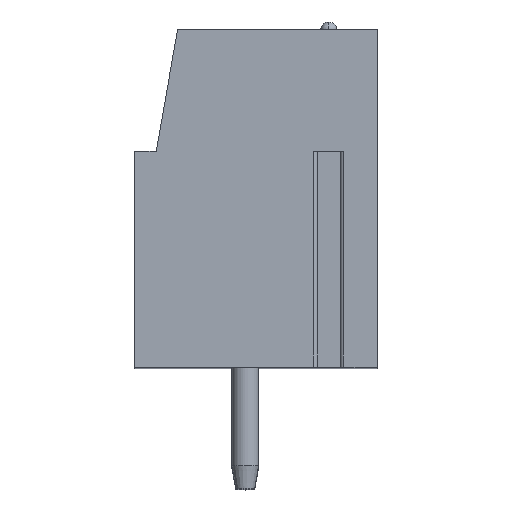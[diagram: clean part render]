
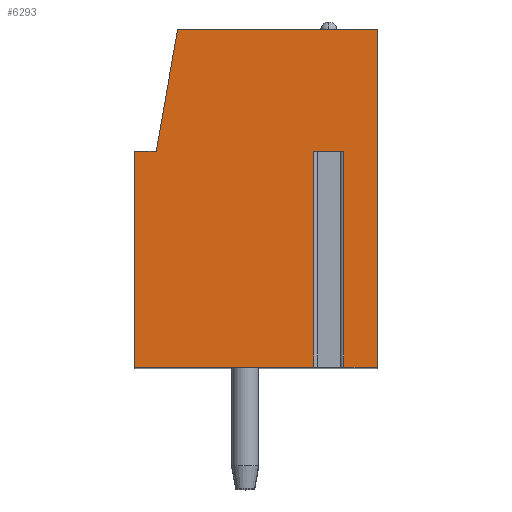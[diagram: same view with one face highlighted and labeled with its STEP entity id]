
A CAD part, top view. The second image highlights one B-rep face of the part: STEP entity #6293.
In plain terms, the highlighted planar face has unit normal (0, 0, 1).
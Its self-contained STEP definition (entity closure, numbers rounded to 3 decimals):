
#13=DIRECTION('',(-1.,0.,0.));
#14=VECTOR('',#13,1.112);
#15=CARTESIAN_POINT('',(3.256,1.75,33.02));
#16=LINE('',#15,#14);
#17=DIRECTION('',(0.,-1.,0.));
#18=VECTOR('',#17,8.);
#19=CARTESIAN_POINT('',(2.144,1.75,33.02));
#20=LINE('',#19,#18);
#21=DIRECTION('',(1.,0.,0.));
#22=VECTOR('',#21,6.644);
#23=CARTESIAN_POINT('',(-4.5,-6.25,33.02));
#24=LINE('',#23,#22);
#25=DIRECTION('',(0.,-1.,0.));
#26=VECTOR('',#25,8.);
#27=CARTESIAN_POINT('',(-4.5,1.75,33.02));
#28=LINE('',#27,#26);
#29=DIRECTION('',(-1.,0.,0.));
#30=VECTOR('',#29,0.8);
#31=CARTESIAN_POINT('',(-3.7,1.75,33.02));
#32=LINE('',#31,#30);
#33=DIRECTION('',(-0.174,-0.985,0.));
#34=VECTOR('',#33,4.569);
#35=CARTESIAN_POINT('',(-2.907,6.25,33.02));
#36=LINE('',#35,#34);
#37=DIRECTION('',(-1.,0.,0.));
#38=VECTOR('',#37,7.407);
#39=CARTESIAN_POINT('',(4.5,6.25,33.02));
#40=LINE('',#39,#38);
#41=DIRECTION('',(0.,1.,0.));
#42=VECTOR('',#41,12.5);
#43=CARTESIAN_POINT('',(4.5,-6.25,33.02));
#44=LINE('',#43,#42);
#45=DIRECTION('',(1.,0.,0.));
#46=VECTOR('',#45,1.244);
#47=CARTESIAN_POINT('',(3.256,-6.25,33.02));
#48=LINE('',#47,#46);
#49=DIRECTION('',(0.,-1.,0.));
#50=VECTOR('',#49,8.);
#51=CARTESIAN_POINT('',(3.256,1.75,33.02));
#52=LINE('',#51,#50);
#4944=CARTESIAN_POINT('',(-3.7,1.75,33.02));
#4945=CARTESIAN_POINT('',(-4.5,1.75,33.02));
#4946=VERTEX_POINT('',#4944);
#4947=VERTEX_POINT('',#4945);
#4948=CARTESIAN_POINT('',(-4.5,-6.25,33.02));
#4949=VERTEX_POINT('',#4948);
#4950=CARTESIAN_POINT('',(4.5,-6.25,33.02));
#4951=CARTESIAN_POINT('',(4.5,6.25,33.02));
#4952=VERTEX_POINT('',#4950);
#4953=VERTEX_POINT('',#4951);
#4954=CARTESIAN_POINT('',(-2.907,6.25,33.02));
#4955=VERTEX_POINT('',#4954);
#5004=CARTESIAN_POINT('',(3.256,1.75,33.02));
#5005=CARTESIAN_POINT('',(2.144,1.75,33.02));
#5006=VERTEX_POINT('',#5004);
#5007=VERTEX_POINT('',#5005);
#5008=CARTESIAN_POINT('',(2.144,-6.25,33.02));
#5009=VERTEX_POINT('',#5008);
#5010=CARTESIAN_POINT('',(3.256,-6.25,33.02));
#5011=VERTEX_POINT('',#5010);
#6266=CARTESIAN_POINT('',(0.,0.,33.02));
#6267=DIRECTION('',(0.,0.,1.));
#6268=DIRECTION('',(1.,0.,0.));
#6269=AXIS2_PLACEMENT_3D('',#6266,#6267,#6268);
#6270=PLANE('',#6269);
#6272=ORIENTED_EDGE('',*,*,#6271,.T.);
#6274=ORIENTED_EDGE('',*,*,#6273,.T.);
#6276=ORIENTED_EDGE('',*,*,#6275,.F.);
#6278=ORIENTED_EDGE('',*,*,#6277,.F.);
#6280=ORIENTED_EDGE('',*,*,#6279,.F.);
#6282=ORIENTED_EDGE('',*,*,#6281,.F.);
#6284=ORIENTED_EDGE('',*,*,#6283,.F.);
#6286=ORIENTED_EDGE('',*,*,#6285,.F.);
#6288=ORIENTED_EDGE('',*,*,#6287,.F.);
#6290=ORIENTED_EDGE('',*,*,#6289,.F.);
#6291=EDGE_LOOP('',(#6272,#6274,#6276,#6278,#6280,#6282,#6284,#6286,#6288,
#6290));
#6292=FACE_OUTER_BOUND('',#6291,.F.);
#6271=EDGE_CURVE('',#5006,#5007,#16,.T.);
#6273=EDGE_CURVE('',#5007,#5009,#20,.T.);
#6275=EDGE_CURVE('',#4949,#5009,#24,.T.);
#6277=EDGE_CURVE('',#4947,#4949,#28,.T.);
#6279=EDGE_CURVE('',#4946,#4947,#32,.T.);
#6281=EDGE_CURVE('',#4955,#4946,#36,.T.);
#6283=EDGE_CURVE('',#4953,#4955,#40,.T.);
#6285=EDGE_CURVE('',#4952,#4953,#44,.T.);
#6287=EDGE_CURVE('',#5011,#4952,#48,.T.);
#6289=EDGE_CURVE('',#5006,#5011,#52,.T.);
#6293=ADVANCED_FACE('',(#6292),#6270,.T.);
